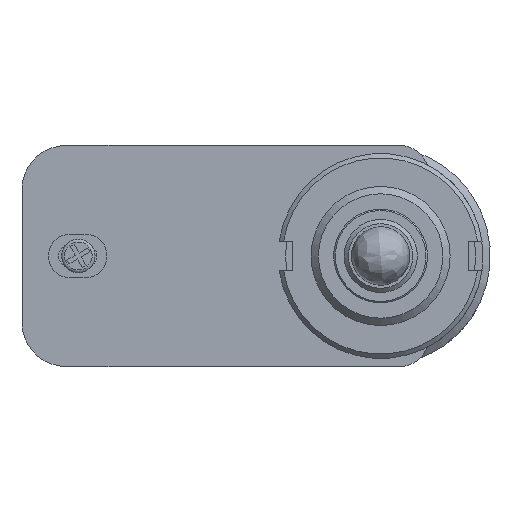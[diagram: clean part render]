
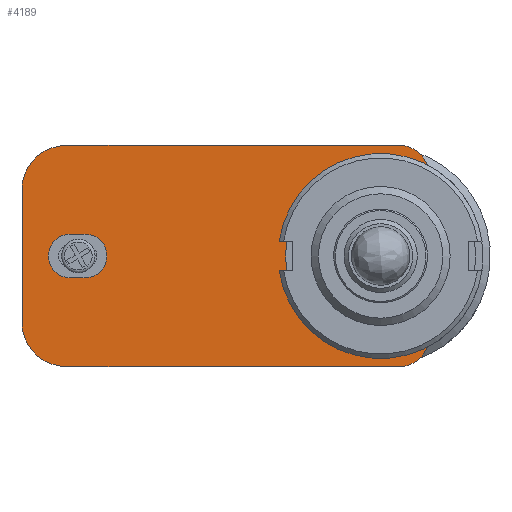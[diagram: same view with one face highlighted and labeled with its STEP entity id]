
A CAD part, front view. The second image highlights one B-rep face of the part: STEP entity #4189.
In plain terms, the highlighted planar face has unit normal (0, -1, 0).
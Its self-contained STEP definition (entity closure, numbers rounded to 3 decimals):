
#149 = CIRCLE ( 'NONE', #3084, 2. ) ;
#164 = EDGE_CURVE ( 'NONE', #4892, #4807, #4388, .T. ) ;
#305 = CARTESIAN_POINT ( 'NONE',  ( 6.232, 0., -1. ) ) ;
#329 = AXIS2_PLACEMENT_3D ( 'NONE', #5765, #3391, #3995 ) ;
#409 = DIRECTION ( 'NONE',  ( 0., 1., 0. ) ) ;
#413 = AXIS2_PLACEMENT_3D ( 'NONE', #2265, #4625, #5828 ) ;
#549 = CARTESIAN_POINT ( 'NONE',  ( -24.5, 0., 4.55 ) ) ;
#741 = EDGE_CURVE ( 'NONE', #7308, #4892, #5476, .T. ) ;
#800 = EDGE_CURVE ( 'NONE', #7651, #7532, #1495, .T. ) ;
#894 = CARTESIAN_POINT ( 'NONE',  ( 4.5, 0., 0. ) ) ;
#1022 = DIRECTION ( 'NONE',  ( 0., -1., 0. ) ) ;
#1127 = DIRECTION ( 'NONE',  ( 0., 0., -1. ) ) ;
#1135 = EDGE_LOOP ( 'NONE', ( #4943, #5087, #3178, #7137, #2758, #1359, #3421, #1939, #1741, #6805 ) ) ;
#1198 = EDGE_CURVE ( 'NONE', #2438, #3052, #2614, .T. ) ;
#1202 = CARTESIAN_POINT ( 'NONE',  ( -21.193, 0., -1.5 ) ) ;
#1258 = AXIS2_PLACEMENT_3D ( 'NONE', #1643, #1022, #6327 ) ;
#1269 = CIRCLE ( 'NONE', #1258, 1.5 ) ;
#1277 = ORIENTED_EDGE ( 'NONE', *, *, #1751, .F. ) ;
#1312 = CARTESIAN_POINT ( 'NONE',  ( 6.232, 0., 1. ) ) ;
#1347 = VERTEX_POINT ( 'NONE', #7343 ) ;
#1359 = ORIENTED_EDGE ( 'NONE', *, *, #3540, .F. ) ;
#1378 = CARTESIAN_POINT ( 'NONE',  ( 1.296, 0., 7.55 ) ) ;
#1435 = DIRECTION ( 'NONE',  ( 0.5, 0., -0.866 ) ) ;
#1495 = CIRCLE ( 'NONE', #3508, 3. ) ;
#1561 = LINE ( 'NONE', #549, #6826 ) ;
#1587 = DIRECTION ( 'NONE',  ( 0., -1., 0. ) ) ;
#1613 = CARTESIAN_POINT ( 'NONE',  ( 1.296, 0., -7.55 ) ) ;
#1643 = CARTESIAN_POINT ( 'NONE',  ( -21.194, 0., 0. ) ) ;
#1658 = CARTESIAN_POINT ( 'NONE',  ( -20.195, 0., 1.501 ) ) ;
#1735 = VERTEX_POINT ( 'NONE', #5138 ) ;
#1741 = ORIENTED_EDGE ( 'NONE', *, *, #4966, .F. ) ;
#1751 = EDGE_CURVE ( 'NONE', #6566, #1347, #4829, .T. ) ;
#1827 = VERTEX_POINT ( 'NONE', #305 ) ;
#1864 = VECTOR ( 'NONE', #1435, 1000. ) ;
#1939 = ORIENTED_EDGE ( 'NONE', *, *, #2850, .F. ) ;
#2034 = CARTESIAN_POINT ( 'NONE',  ( -21.5, 0., -7.55 ) ) ;
#2082 = DIRECTION ( 'NONE',  ( 0., 0., -1. ) ) ;
#2154 = CARTESIAN_POINT ( 'NONE',  ( -24.5, 0., -4.55 ) ) ;
#2265 = CARTESIAN_POINT ( 'NONE',  ( 1.296, 0., -5.55 ) ) ;
#2438 = VERTEX_POINT ( 'NONE', #6650 ) ;
#2581 = VERTEX_POINT ( 'NONE', #2154 ) ;
#2614 = LINE ( 'NONE', #4404, #1864 ) ;
#2656 = EDGE_CURVE ( 'NONE', #1347, #1735, #1269, .T. ) ;
#2714 = DIRECTION ( 'NONE',  ( 0., 0., -1. ) ) ;
#2726 = PLANE ( 'NONE',  #329 ) ;
#2758 = ORIENTED_EDGE ( 'NONE', *, *, #4882, .F. ) ;
#2850 = EDGE_CURVE ( 'NONE', #2581, #7651, #1561, .T. ) ;
#3052 = VERTEX_POINT ( 'NONE', #1312 ) ;
#3084 = AXIS2_PLACEMENT_3D ( 'NONE', #894, #4497, #2714 ) ;
#3178 = ORIENTED_EDGE ( 'NONE', *, *, #5246, .F. ) ;
#3321 = DIRECTION ( 'NONE',  ( 0., 1., 0. ) ) ;
#3384 = CARTESIAN_POINT ( 'NONE',  ( 1.296, 0., 5.55 ) ) ;
#3391 = DIRECTION ( 'NONE',  ( 0., 1., 0. ) ) ;
#3397 = FACE_BOUND ( 'NONE', #6727, .T. ) ;
#3421 = ORIENTED_EDGE ( 'NONE', *, *, #800, .F. ) ;
#3466 = CARTESIAN_POINT ( 'NONE',  ( -21.5, 0., 7.55 ) ) ;
#3472 = ORIENTED_EDGE ( 'NONE', *, *, #2656, .F. ) ;
#3508 = AXIS2_PLACEMENT_3D ( 'NONE', #7044, #5291, #1127 ) ;
#3540 = EDGE_CURVE ( 'NONE', #7532, #6338, #5261, .T. ) ;
#3995 = DIRECTION ( 'NONE',  ( 0., 0., 1. ) ) ;
#4120 = ORIENTED_EDGE ( 'NONE', *, *, #4894, .F. ) ;
#4189 = ADVANCED_FACE ( 'NONE', ( #3397, #6701 ), #2726, .F. ) ;
#4226 = DIRECTION ( 'NONE',  ( -0.5, 0., -0.866 ) ) ;
#4388 = LINE ( 'NONE', #6738, #5866 ) ;
#4404 = CARTESIAN_POINT ( 'NONE',  ( 3.028, 0., 6.55 ) ) ;
#4480 = CARTESIAN_POINT ( 'NONE',  ( -24.5, 0., 4.55 ) ) ;
#4494 = DIRECTION ( 'NONE',  ( 0., 0., -1. ) ) ;
#4497 = DIRECTION ( 'NONE',  ( 0., 1., 0. ) ) ;
#4528 = DIRECTION ( 'NONE',  ( -1., 0., -0.001 ) ) ;
#4625 = DIRECTION ( 'NONE',  ( 0., 1., 0. ) ) ;
#4692 = CIRCLE ( 'NONE', #7434, 3. ) ;
#4807 = VERTEX_POINT ( 'NONE', #2034 ) ;
#4829 = LINE ( 'NONE', #5619, #6206 ) ;
#4882 = EDGE_CURVE ( 'NONE', #6338, #2438, #5147, .T. ) ;
#4892 = VERTEX_POINT ( 'NONE', #1613 ) ;
#4894 = EDGE_CURVE ( 'NONE', #6571, #6566, #7536, .T. ) ;
#4908 = VECTOR ( 'NONE', #4226, 1000. ) ;
#4943 = ORIENTED_EDGE ( 'NONE', *, *, #741, .F. ) ;
#4966 = EDGE_CURVE ( 'NONE', #4807, #2581, #4692, .T. ) ;
#5087 = ORIENTED_EDGE ( 'NONE', *, *, #5567, .F. ) ;
#5101 = LINE ( 'NONE', #7171, #4908 ) ;
#5114 = CARTESIAN_POINT ( 'NONE',  ( -20.194, 0., 0.001 ) ) ;
#5138 = CARTESIAN_POINT ( 'NONE',  ( -21.193, 0., -1.5 ) ) ;
#5147 = CIRCLE ( 'NONE', #5988, 2. ) ;
#5246 = EDGE_CURVE ( 'NONE', #3052, #1827, #149, .T. ) ;
#5261 = LINE ( 'NONE', #3466, #5722 ) ;
#5291 = DIRECTION ( 'NONE',  ( 0., 1., 0. ) ) ;
#5476 = CIRCLE ( 'NONE', #413, 2. ) ;
#5494 = CARTESIAN_POINT ( 'NONE',  ( -21.5, 0., 7.55 ) ) ;
#5567 = EDGE_CURVE ( 'NONE', #1827, #7308, #5101, .T. ) ;
#5619 = CARTESIAN_POINT ( 'NONE',  ( -20.195, 0., 1.501 ) ) ;
#5722 = VECTOR ( 'NONE', #7577, 1000. ) ;
#5765 = CARTESIAN_POINT ( 'NONE',  ( -21.5, 0., 4.55 ) ) ;
#5828 = DIRECTION ( 'NONE',  ( 0., 0., -1. ) ) ;
#5866 = VECTOR ( 'NONE', #6658, 1000. ) ;
#5988 = AXIS2_PLACEMENT_3D ( 'NONE', #3384, #409, #6297 ) ;
#6142 = AXIS2_PLACEMENT_3D ( 'NONE', #5114, #1587, #2082 ) ;
#6206 = VECTOR ( 'NONE', #4528, 1000. ) ;
#6297 = DIRECTION ( 'NONE',  ( 0., 0., -1. ) ) ;
#6327 = DIRECTION ( 'NONE',  ( 0., 0., -1. ) ) ;
#6338 = VERTEX_POINT ( 'NONE', #1378 ) ;
#6445 = CARTESIAN_POINT ( 'NONE',  ( 3.028, 0., -6.55 ) ) ;
#6506 = DIRECTION ( 'NONE',  ( 1., 0., 0.001 ) ) ;
#6566 = VERTEX_POINT ( 'NONE', #1658 ) ;
#6571 = VERTEX_POINT ( 'NONE', #7623 ) ;
#6629 = EDGE_CURVE ( 'NONE', #1735, #6571, #7002, .T. ) ;
#6650 = CARTESIAN_POINT ( 'NONE',  ( 3.028, 0., 6.55 ) ) ;
#6658 = DIRECTION ( 'NONE',  ( -1., 0., 0. ) ) ;
#6701 = FACE_OUTER_BOUND ( 'NONE', #1135, .T. ) ;
#6727 = EDGE_LOOP ( 'NONE', ( #3472, #1277, #4120, #6932 ) ) ;
#6738 = CARTESIAN_POINT ( 'NONE',  ( -21.5, 0., -7.55 ) ) ;
#6805 = ORIENTED_EDGE ( 'NONE', *, *, #164, .F. ) ;
#6820 = VECTOR ( 'NONE', #6506, 1000. ) ;
#6826 = VECTOR ( 'NONE', #6988, 1000. ) ;
#6841 = CARTESIAN_POINT ( 'NONE',  ( -21.5, 0., -4.55 ) ) ;
#6932 = ORIENTED_EDGE ( 'NONE', *, *, #6629, .F. ) ;
#6988 = DIRECTION ( 'NONE',  ( 0., 0., 1. ) ) ;
#7002 = LINE ( 'NONE', #1202, #6820 ) ;
#7044 = CARTESIAN_POINT ( 'NONE',  ( -21.5, 0., 4.55 ) ) ;
#7137 = ORIENTED_EDGE ( 'NONE', *, *, #1198, .F. ) ;
#7171 = CARTESIAN_POINT ( 'NONE',  ( 6.232, 0., -1. ) ) ;
#7308 = VERTEX_POINT ( 'NONE', #6445 ) ;
#7343 = CARTESIAN_POINT ( 'NONE',  ( -21.195, 0., 1.5 ) ) ;
#7434 = AXIS2_PLACEMENT_3D ( 'NONE', #6841, #3321, #4494 ) ;
#7532 = VERTEX_POINT ( 'NONE', #5494 ) ;
#7536 = CIRCLE ( 'NONE', #6142, 1.5 ) ;
#7577 = DIRECTION ( 'NONE',  ( 1., 0., 0. ) ) ;
#7623 = CARTESIAN_POINT ( 'NONE',  ( -20.193, 0., -1.499 ) ) ;
#7651 = VERTEX_POINT ( 'NONE', #4480 ) ;
